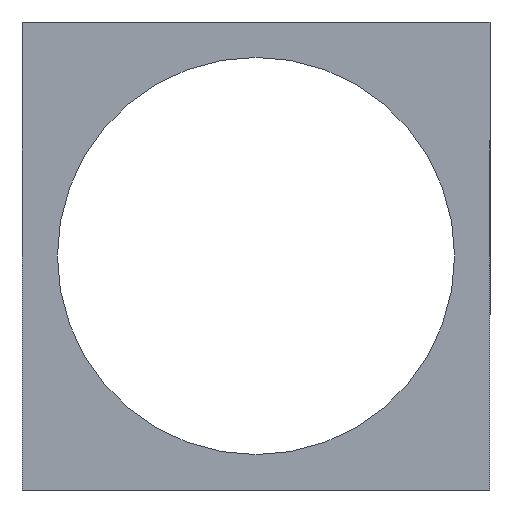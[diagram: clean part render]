
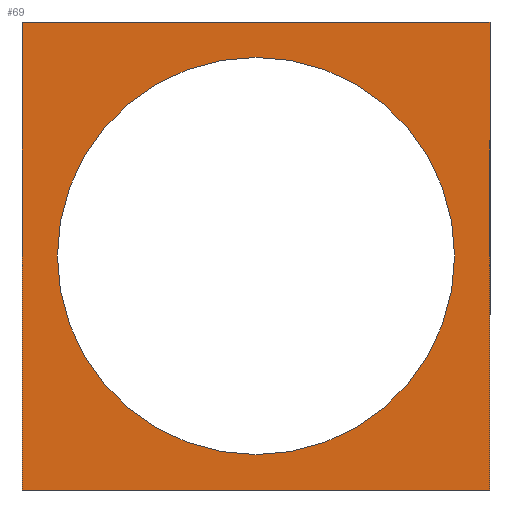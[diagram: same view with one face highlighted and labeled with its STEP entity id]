
A CAD part, front view. The second image highlights one B-rep face of the part: STEP entity #69.
In plain terms, the highlighted planar face has unit normal (0, -1, 0).
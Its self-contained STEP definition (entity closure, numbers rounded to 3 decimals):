
#21 = ORIENTED_EDGE ( 'NONE', *, *, #133, .F. ) ;
#32 = CARTESIAN_POINT ( 'NONE',  ( 0., 0., 0. ) ) ;
#38 = VERTEX_POINT ( 'NONE', #51 ) ;
#41 = EDGE_CURVE ( 'NONE', #61, #267, #380, .T. ) ;
#44 = LINE ( 'NONE', #170, #259 ) ;
#51 = CARTESIAN_POINT ( 'NONE',  ( 0., 0., 5.05 ) ) ;
#61 = VERTEX_POINT ( 'NONE', #215 ) ;
#63 = DIRECTION ( 'NONE',  ( 0., 0., 1. ) ) ;
#66 = PLANE ( 'NONE',  #119 ) ;
#69 = ADVANCED_FACE ( 'NONE', ( #207, #70 ), #66, .F. ) ;
#70 = FACE_BOUND ( 'NONE', #340, .T. ) ;
#79 = VERTEX_POINT ( 'NONE', #368 ) ;
#90 = DIRECTION ( 'NONE',  ( 0., 0., 1. ) ) ;
#119 = AXIS2_PLACEMENT_3D ( 'NONE', #32, #332, #63 ) ;
#121 = CARTESIAN_POINT ( 'NONE',  ( 0., 0., 0. ) ) ;
#133 = EDGE_CURVE ( 'NONE', #250, #61, #134, .T. ) ;
#134 = LINE ( 'NONE', #239, #163 ) ;
#138 = CARTESIAN_POINT ( 'NONE',  ( -5.95, 0., 5.95 ) ) ;
#163 = VECTOR ( 'NONE', #364, 1000. ) ;
#170 = CARTESIAN_POINT ( 'NONE',  ( 5.95, 0., -5.95 ) ) ;
#174 = DIRECTION ( 'NONE',  ( 0., 1., 0. ) ) ;
#177 = EDGE_CURVE ( 'NONE', #79, #250, #44, .T. ) ;
#184 = CARTESIAN_POINT ( 'NONE',  ( 0., 0., -5.05 ) ) ;
#187 = VECTOR ( 'NONE', #231, 1000. ) ;
#191 = DIRECTION ( 'NONE',  ( 1., 0., 0. ) ) ;
#200 = EDGE_LOOP ( 'NONE', ( #229, #337, #360, #21 ) ) ;
#202 = CARTESIAN_POINT ( 'NONE',  ( 0., 0., 0. ) ) ;
#204 = CIRCLE ( 'NONE', #341, 5.05 ) ;
#207 = FACE_OUTER_BOUND ( 'NONE', #200, .T. ) ;
#211 = DIRECTION ( 'NONE',  ( 0., 0., 1. ) ) ;
#214 = DIRECTION ( 'NONE',  ( 0., 1., 0. ) ) ;
#215 = CARTESIAN_POINT ( 'NONE',  ( -5.95, 0., -5.95 ) ) ;
#221 = EDGE_CURVE ( 'NONE', #342, #38, #320, .T. ) ;
#224 = VECTOR ( 'NONE', #191, 1000. ) ;
#227 = CARTESIAN_POINT ( 'NONE',  ( -5.95, 0., -5.95 ) ) ;
#228 = CARTESIAN_POINT ( 'NONE',  ( 5.95, 0., -5.95 ) ) ;
#229 = ORIENTED_EDGE ( 'NONE', *, *, #177, .F. ) ;
#231 = DIRECTION ( 'NONE',  ( 0., 0., 1. ) ) ;
#239 = CARTESIAN_POINT ( 'NONE',  ( -5.95, 0., -5.95 ) ) ;
#250 = VERTEX_POINT ( 'NONE', #228 ) ;
#257 = CARTESIAN_POINT ( 'NONE',  ( -5.95, 0., 5.95 ) ) ;
#259 = VECTOR ( 'NONE', #309, 1000. ) ;
#267 = VERTEX_POINT ( 'NONE', #257 ) ;
#279 = EDGE_CURVE ( 'NONE', #38, #342, #204, .T. ) ;
#288 = AXIS2_PLACEMENT_3D ( 'NONE', #202, #214, #211 ) ;
#309 = DIRECTION ( 'NONE',  ( 0., 0., -1. ) ) ;
#316 = ORIENTED_EDGE ( 'NONE', *, *, #221, .T. ) ;
#320 = CIRCLE ( 'NONE', #288, 5.05 ) ;
#332 = DIRECTION ( 'NONE',  ( 0., 1., 0. ) ) ;
#337 = ORIENTED_EDGE ( 'NONE', *, *, #373, .F. ) ;
#340 = EDGE_LOOP ( 'NONE', ( #316, #371 ) ) ;
#341 = AXIS2_PLACEMENT_3D ( 'NONE', #121, #174, #90 ) ;
#342 = VERTEX_POINT ( 'NONE', #184 ) ;
#353 = LINE ( 'NONE', #138, #224 ) ;
#360 = ORIENTED_EDGE ( 'NONE', *, *, #41, .F. ) ;
#364 = DIRECTION ( 'NONE',  ( -1., 0., 0. ) ) ;
#368 = CARTESIAN_POINT ( 'NONE',  ( 5.95, 0., 5.95 ) ) ;
#371 = ORIENTED_EDGE ( 'NONE', *, *, #279, .T. ) ;
#373 = EDGE_CURVE ( 'NONE', #267, #79, #353, .T. ) ;
#380 = LINE ( 'NONE', #227, #187 ) ;
